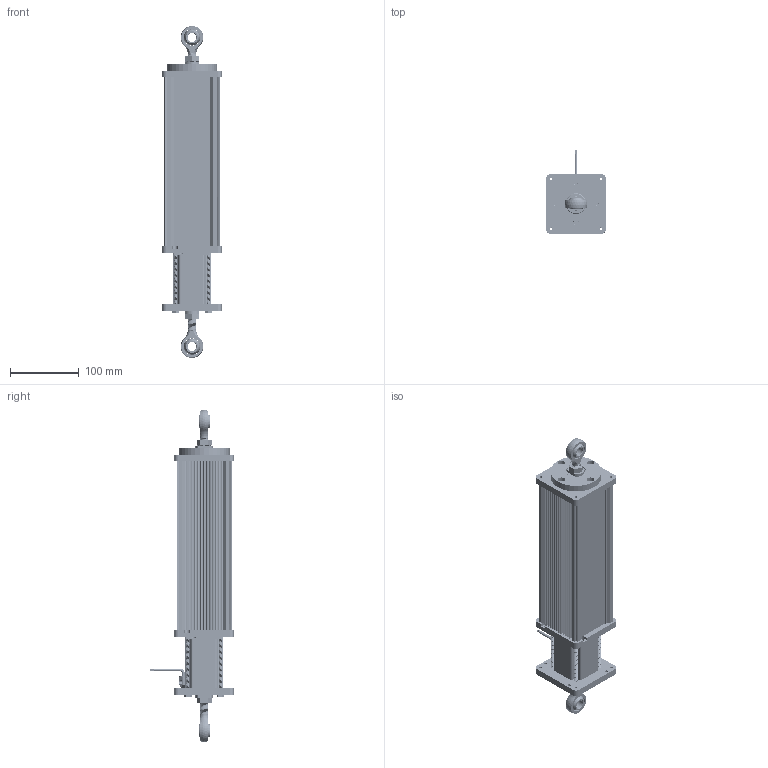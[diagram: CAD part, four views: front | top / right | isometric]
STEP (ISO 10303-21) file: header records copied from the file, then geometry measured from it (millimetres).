
FILE_DESCRIPTION(/* description */ (''),/* implementation_level */ '2;1');
FILE_NAME(/* name */ 'BLA-015-0600-TG BLA-030-0600-TG.step',/* time_stamp */ '2025-11-06T14:45:37-06:00',/* author */ (''),/* organization */ (''),/* preprocessor_version */ 'ST-DEVELOPER v20.1',/* originating_system */ 'Autodesk Translation Framework v14.17.0.0',/* authorisation */ '');
FILE_SCHEMA (('AUTOMOTIVE_DESIGN { 1 0 10303 214 3 1 1 }'));
Products named in the file (18): 25mm Shaft; 23E30S4004BVL5-200RS; BallNut; ActuatorMountingPlate; Bearing Mounting 30 mm; LHFR30; SPJD30-225-F15-B10-P24-N20; Ball Screw Nut Coupler; Component1; ThreadAdapter; 60645K161_Ball Joint Rod End; 97633A200_External Retaining Ring; 94846A210_Medium-Strength Steel Thin Hex Nut; 60355K173_Ball Bearing; MotorMountingPlateNema34; AWA8-8-9SS_D=86; 95412A450_18-8 Stainless Steel Threaded Rod; 91841A195_18-8 Stainless Steel Hex Nut
Assembly tree (33 placements, depth 3):
  25mm Shaft
    23E30S4004BVL5-200RS
      BallNut
    ActuatorMountingPlate
    Bearing Mounting 30 mm
    LHFR30
    SPJD30-225-F15-B10-P24-N20
    Ball Screw Nut Coupler
      Component1
    ThreadAdapter  x2
    60645K161_Ball Joint Rod End  x2
    60355K173_Ball Bearing  x4
    97633A200_External Retaining Ring
    94846A210_Medium-Strength Steel Thin Hex Nut  x2
    MotorMountingPlateNema34
    AWA8-8-9SS_D=86
    95412A450_18-8 Stainless Steel Threaded Rod  x4
    91841A195_18-8 Stainless Steel Hex Nut  x8
Bounding box: 86 x 121.1 x 482.14 mm (x, y, z)
Volume: 1006433.7 mm3; surface area: 432668.8 mm2
Topology: 112 solids, 112 shells, 5111 faces, 14226 edges, 9119 vertices
Faces by surface type: cylinder 2803, plane 640, bspline 636, sphere 420, torus 367, cone 245
Full cylindrical faces by diameter (mm): 1.194 x2, 1.2 x4, 3.2 x2, 3.332 x76, 3.795 x524, 4 x2, 4.067 x12, 4.109 x16, 4.2 x20, 4.234 x60, 4.5 x6, 4.826 x548, 5.035 x20, 5.12 x32, 5.2 x8, 5.3 x2, 6.147 x8, 6.6 x4, 11 x4, 11.05 x62, 11.427 x20, 11.887 x4, 12 x2, 12.7 x102, 16.828 x8, 16.938 x6, 17 x1, 17.294 x1, 17.519 x3, 19.791 x6
Entity records: 179198 total; most frequent: CARTESIAN_POINT 119971, ORIENTED_EDGE 14032, DIRECTION 10114, EDGE_CURVE 7016, VERTEX_POINT 4607, AXIS2_PLACEMENT_3D 3861, EDGE_LOOP 2645, B_SPLINE_CURVE_WITH_KNOTS 2636
